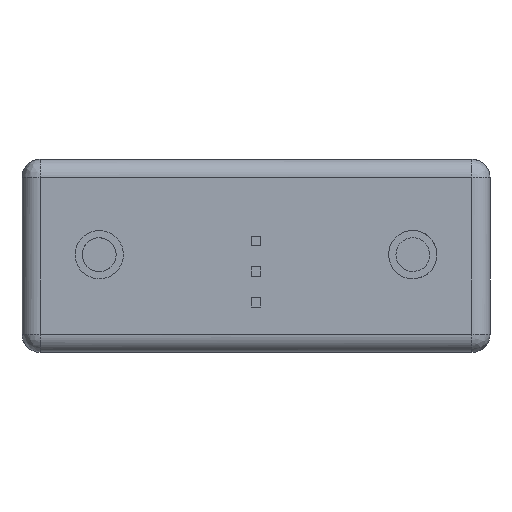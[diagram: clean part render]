
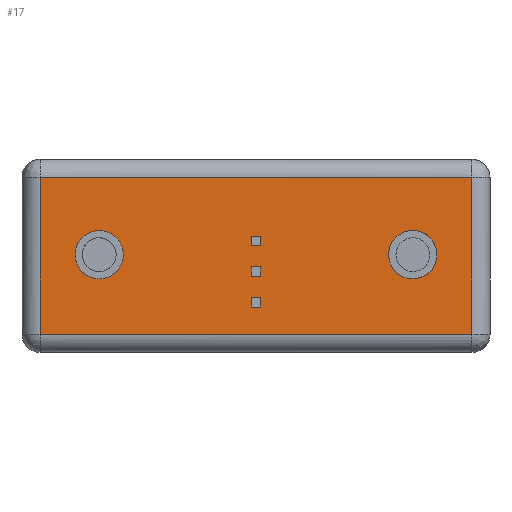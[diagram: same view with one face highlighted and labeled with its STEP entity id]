
A CAD part, front view. The second image highlights one B-rep face of the part: STEP entity #17.
In plain terms, the highlighted free-form (B-spline) face has degree [1, 1] with [2, 2] control points.
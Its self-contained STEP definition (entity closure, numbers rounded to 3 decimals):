
#17 = ADVANCED_FACE('',(#18,#48,#62,#76,#106,#136),#166,.F.);
#18 = FACE_BOUND('',#19,.T.);
#19 = EDGE_LOOP('',(#20,#29,#36,#43));
#20 = ORIENTED_EDGE('',*,*,#21,.T.);
#21 = EDGE_CURVE('',#22,#24,#26,.T.);
#22 = VERTEX_POINT('',#23);
#23 = CARTESIAN_POINT('',(0.756,-19.543,0.756)
  );
#24 = VERTEX_POINT('',#25);
#25 = CARTESIAN_POINT('',(18.787,-19.543,0.756
    ));
#26 = B_SPLINE_CURVE_WITH_KNOTS('',1,(#27,#28),.UNSPECIFIED.,.F.,.F.,(2,
    2),(0.75,18.65),.PIECEWISE_BEZIER_KNOTS.);
#27 = CARTESIAN_POINT('',(0.756,-19.543,0.756)
  );
#28 = CARTESIAN_POINT('',(18.787,-19.543,0.756
    ));
#29 = ORIENTED_EDGE('',*,*,#30,.F.);
#30 = EDGE_CURVE('',#31,#24,#33,.T.);
#31 = VERTEX_POINT('',#32);
#32 = CARTESIAN_POINT('',(18.787,-19.543,7.303
    ));
#33 = B_SPLINE_CURVE_WITH_KNOTS('',1,(#34,#35),.UNSPECIFIED.,.F.,.F.,(2,
    2),(0.75,7.25),.PIECEWISE_BEZIER_KNOTS.);
#34 = CARTESIAN_POINT('',(18.787,-19.543,7.303
    ));
#35 = CARTESIAN_POINT('',(18.787,-19.543,0.756
    ));
#36 = ORIENTED_EDGE('',*,*,#37,.F.);
#37 = EDGE_CURVE('',#38,#31,#40,.T.);
#38 = VERTEX_POINT('',#39);
#39 = CARTESIAN_POINT('',(0.756,-19.543,7.303)
  );
#40 = B_SPLINE_CURVE_WITH_KNOTS('',1,(#41,#42),.UNSPECIFIED.,.F.,.F.,(2,
    2),(0.75,18.65),.PIECEWISE_BEZIER_KNOTS.);
#41 = CARTESIAN_POINT('',(0.756,-19.543,7.303)
  );
#42 = CARTESIAN_POINT('',(18.787,-19.543,7.303
    ));
#43 = ORIENTED_EDGE('',*,*,#44,.T.);
#44 = EDGE_CURVE('',#38,#22,#45,.T.);
#45 = B_SPLINE_CURVE_WITH_KNOTS('',1,(#46,#47),.UNSPECIFIED.,.F.,.F.,(2,
    2),(0.75,7.25),.PIECEWISE_BEZIER_KNOTS.);
#46 = CARTESIAN_POINT('',(0.756,-19.543,7.303)
  );
#47 = CARTESIAN_POINT('',(0.756,-19.543,0.756)
  );
#48 = FACE_BOUND('',#49,.T.);
#49 = EDGE_LOOP('',(#50));
#50 = ORIENTED_EDGE('',*,*,#51,.F.);
#51 = EDGE_CURVE('',#52,#52,#54,.T.);
#52 = VERTEX_POINT('',#53);
#53 = CARTESIAN_POINT('',(3.224,-19.543,3.072)
  );
#54 = ( BOUNDED_CURVE() B_SPLINE_CURVE(2,(#55,#56,#57,#58,#59,#60,#61),
.UNSPECIFIED.,.T.,.F.) B_SPLINE_CURVE_WITH_KNOTS((1,2,2,2,2,1),(
    -2.094,0.,2.094,4.189,6.283,
8.378),.UNSPECIFIED.) CURVE() GEOMETRIC_REPRESENTATION_ITEM() 
RATIONAL_B_SPLINE_CURVE((1.,0.5,1.,0.5,1.,0.5,1.)) REPRESENTATION_ITEM(
  '') );
#55 = CARTESIAN_POINT('',(3.224,-19.543,3.072)
  );
#56 = CARTESIAN_POINT('',(4.968,-19.543,3.072)
  );
#57 = CARTESIAN_POINT('',(4.096,-19.543,4.584)
  );
#58 = CARTESIAN_POINT('',(3.224,-19.543,6.095)
  );
#59 = CARTESIAN_POINT('',(2.351,-19.543,4.584)
  );
#60 = CARTESIAN_POINT('',(1.479,-19.543,3.072)
  );
#61 = CARTESIAN_POINT('',(3.224,-19.543,3.072)
  );
#62 = FACE_BOUND('',#63,.T.);
#63 = EDGE_LOOP('',(#64));
#64 = ORIENTED_EDGE('',*,*,#65,.T.);
#65 = EDGE_CURVE('',#66,#66,#68,.T.);
#66 = VERTEX_POINT('',#67);
#67 = CARTESIAN_POINT('',(16.319,-19.543,5.087)
  );
#68 = ( BOUNDED_CURVE() B_SPLINE_CURVE(2,(#69,#70,#71,#72,#73,#74,#75),
.UNSPECIFIED.,.T.,.F.) B_SPLINE_CURVE_WITH_KNOTS((1,2,2,2,2,1),(
    -2.094,0.,2.094,4.189,6.283,
8.378),.UNSPECIFIED.) CURVE() GEOMETRIC_REPRESENTATION_ITEM() 
RATIONAL_B_SPLINE_CURVE((1.,0.5,1.,0.5,1.,0.5,1.)) REPRESENTATION_ITEM(
  '') );
#69 = CARTESIAN_POINT('',(16.319,-19.543,5.087)
  );
#70 = CARTESIAN_POINT('',(18.064,-19.543,5.087
    ));
#71 = CARTESIAN_POINT('',(17.192,-19.543,3.576
    ));
#72 = CARTESIAN_POINT('',(16.319,-19.543,2.065)
  );
#73 = CARTESIAN_POINT('',(15.447,-19.543,3.576
    ));
#74 = CARTESIAN_POINT('',(14.574,-19.543,5.087
    ));
#75 = CARTESIAN_POINT('',(16.319,-19.543,5.087)
  );
#76 = FACE_BOUND('',#77,.T.);
#77 = EDGE_LOOP('',(#78,#87,#94,#101));
#78 = ORIENTED_EDGE('',*,*,#79,.T.);
#79 = EDGE_CURVE('',#80,#82,#84,.T.);
#80 = VERTEX_POINT('',#81);
#81 = CARTESIAN_POINT('',(9.57,-19.543,4.453)
  );
#82 = VERTEX_POINT('',#83);
#83 = CARTESIAN_POINT('',(9.57,-19.543,4.855)
  );
#84 = B_SPLINE_CURVE_WITH_KNOTS('',1,(#85,#86),.UNSPECIFIED.,.F.,.F.,(2,
    2),(0.,0.4),.PIECEWISE_BEZIER_KNOTS.);
#85 = CARTESIAN_POINT('',(9.57,-19.543,4.453)
  );
#86 = CARTESIAN_POINT('',(9.57,-19.543,4.855)
  );
#87 = ORIENTED_EDGE('',*,*,#88,.T.);
#88 = EDGE_CURVE('',#82,#89,#91,.T.);
#89 = VERTEX_POINT('',#90);
#90 = CARTESIAN_POINT('',(9.973,-19.543,4.855)
  );
#91 = B_SPLINE_CURVE_WITH_KNOTS('',1,(#92,#93),.UNSPECIFIED.,.F.,.F.,(2,
    2),(0.,0.4),.PIECEWISE_BEZIER_KNOTS.);
#92 = CARTESIAN_POINT('',(9.57,-19.543,4.855)
  );
#93 = CARTESIAN_POINT('',(9.973,-19.543,4.855)
  );
#94 = ORIENTED_EDGE('',*,*,#95,.F.);
#95 = EDGE_CURVE('',#96,#89,#98,.T.);
#96 = VERTEX_POINT('',#97);
#97 = CARTESIAN_POINT('',(9.973,-19.543,4.453)
  );
#98 = B_SPLINE_CURVE_WITH_KNOTS('',1,(#99,#100),.UNSPECIFIED.,.F.,.F.,(2
    ,2),(0.,0.4),.PIECEWISE_BEZIER_KNOTS.);
#99 = CARTESIAN_POINT('',(9.973,-19.543,4.453)
  );
#100 = CARTESIAN_POINT('',(9.973,-19.543,4.855
    ));
#101 = ORIENTED_EDGE('',*,*,#102,.F.);
#102 = EDGE_CURVE('',#80,#96,#103,.T.);
#103 = B_SPLINE_CURVE_WITH_KNOTS('',1,(#104,#105),.UNSPECIFIED.,.F.,.F.,
  (2,2),(0.,0.4),.PIECEWISE_BEZIER_KNOTS.);
#104 = CARTESIAN_POINT('',(9.57,-19.543,4.453
    ));
#105 = CARTESIAN_POINT('',(9.973,-19.543,4.453
    ));
#106 = FACE_BOUND('',#107,.T.);
#107 = EDGE_LOOP('',(#108,#117,#124,#131));
#108 = ORIENTED_EDGE('',*,*,#109,.T.);
#109 = EDGE_CURVE('',#110,#112,#114,.T.);
#110 = VERTEX_POINT('',#111);
#111 = CARTESIAN_POINT('',(9.57,-19.543,3.173)
  );
#112 = VERTEX_POINT('',#113);
#113 = CARTESIAN_POINT('',(9.57,-19.543,3.576
    ));
#114 = B_SPLINE_CURVE_WITH_KNOTS('',1,(#115,#116),.UNSPECIFIED.,.F.,.F.,
  (2,2),(0.,0.4),.PIECEWISE_BEZIER_KNOTS.);
#115 = CARTESIAN_POINT('',(9.57,-19.543,3.173)
  );
#116 = CARTESIAN_POINT('',(9.57,-19.543,3.576
    ));
#117 = ORIENTED_EDGE('',*,*,#118,.T.);
#118 = EDGE_CURVE('',#112,#119,#121,.T.);
#119 = VERTEX_POINT('',#120);
#120 = CARTESIAN_POINT('',(9.973,-19.543,3.576
    ));
#121 = B_SPLINE_CURVE_WITH_KNOTS('',1,(#122,#123),.UNSPECIFIED.,.F.,.F.,
  (2,2),(0.,0.4),.PIECEWISE_BEZIER_KNOTS.);
#122 = CARTESIAN_POINT('',(9.57,-19.543,3.576
    ));
#123 = CARTESIAN_POINT('',(9.973,-19.543,3.576
    ));
#124 = ORIENTED_EDGE('',*,*,#125,.F.);
#125 = EDGE_CURVE('',#126,#119,#128,.T.);
#126 = VERTEX_POINT('',#127);
#127 = CARTESIAN_POINT('',(9.973,-19.543,3.173)
  );
#128 = B_SPLINE_CURVE_WITH_KNOTS('',1,(#129,#130),.UNSPECIFIED.,.F.,.F.,
  (2,2),(0.,0.4),.PIECEWISE_BEZIER_KNOTS.);
#129 = CARTESIAN_POINT('',(9.973,-19.543,3.173)
  );
#130 = CARTESIAN_POINT('',(9.973,-19.543,3.576
    ));
#131 = ORIENTED_EDGE('',*,*,#132,.F.);
#132 = EDGE_CURVE('',#110,#126,#133,.T.);
#133 = B_SPLINE_CURVE_WITH_KNOTS('',1,(#134,#135),.UNSPECIFIED.,.F.,.F.,
  (2,2),(0.,0.4),.PIECEWISE_BEZIER_KNOTS.);
#134 = CARTESIAN_POINT('',(9.57,-19.543,3.173)
  );
#135 = CARTESIAN_POINT('',(9.973,-19.543,3.173)
  );
#136 = FACE_BOUND('',#137,.T.);
#137 = EDGE_LOOP('',(#138,#147,#154,#161));
#138 = ORIENTED_EDGE('',*,*,#139,.F.);
#139 = EDGE_CURVE('',#140,#142,#144,.T.);
#140 = VERTEX_POINT('',#141);
#141 = CARTESIAN_POINT('',(9.57,-19.543,1.894
    ));
#142 = VERTEX_POINT('',#143);
#143 = CARTESIAN_POINT('',(9.973,-19.543,1.894
    ));
#144 = B_SPLINE_CURVE_WITH_KNOTS('',1,(#145,#146),.UNSPECIFIED.,.F.,.F.,
  (2,2),(0.,0.4),.PIECEWISE_BEZIER_KNOTS.);
#145 = CARTESIAN_POINT('',(9.57,-19.543,1.894
    ));
#146 = CARTESIAN_POINT('',(9.973,-19.543,1.894
    ));
#147 = ORIENTED_EDGE('',*,*,#148,.F.);
#148 = EDGE_CURVE('',#149,#140,#151,.T.);
#149 = VERTEX_POINT('',#150);
#150 = CARTESIAN_POINT('',(9.57,-19.543,2.297
    ));
#151 = B_SPLINE_CURVE_WITH_KNOTS('',1,(#152,#153),.UNSPECIFIED.,.F.,.F.,
  (2,2),(0.,0.4),.PIECEWISE_BEZIER_KNOTS.);
#152 = CARTESIAN_POINT('',(9.57,-19.543,2.297
    ));
#153 = CARTESIAN_POINT('',(9.57,-19.543,1.894
    ));
#154 = ORIENTED_EDGE('',*,*,#155,.T.);
#155 = EDGE_CURVE('',#149,#156,#158,.T.);
#156 = VERTEX_POINT('',#157);
#157 = CARTESIAN_POINT('',(9.973,-19.543,2.297
    ));
#158 = B_SPLINE_CURVE_WITH_KNOTS('',1,(#159,#160),.UNSPECIFIED.,.F.,.F.,
  (2,2),(0.,0.4),.PIECEWISE_BEZIER_KNOTS.);
#159 = CARTESIAN_POINT('',(9.57,-19.543,2.297
    ));
#160 = CARTESIAN_POINT('',(9.973,-19.543,2.297
    ));
#161 = ORIENTED_EDGE('',*,*,#162,.T.);
#162 = EDGE_CURVE('',#156,#142,#163,.T.);
#163 = B_SPLINE_CURVE_WITH_KNOTS('',1,(#164,#165),.UNSPECIFIED.,.F.,.F.,
  (2,2),(0.,0.4),.PIECEWISE_BEZIER_KNOTS.);
#164 = CARTESIAN_POINT('',(9.973,-19.543,2.297
    ));
#165 = CARTESIAN_POINT('',(9.973,-19.543,1.894
    ));
#166 = B_SPLINE_SURFACE_WITH_KNOTS('',1,1,(
    (#167,#168)
    ,(#169,#170
    )),.UNSPECIFIED.,.F.,.F.,.F.,(2,2),(2,2),(-7.25,-0.75),(0.75,18.65),
  .PIECEWISE_BEZIER_KNOTS.);
#167 = CARTESIAN_POINT('',(0.756,-19.543,0.756
    ));
#168 = CARTESIAN_POINT('',(18.787,-19.543,
    0.756));
#169 = CARTESIAN_POINT('',(0.756,-19.543,7.303
    ));
#170 = CARTESIAN_POINT('',(18.787,-19.543,
    7.303));
